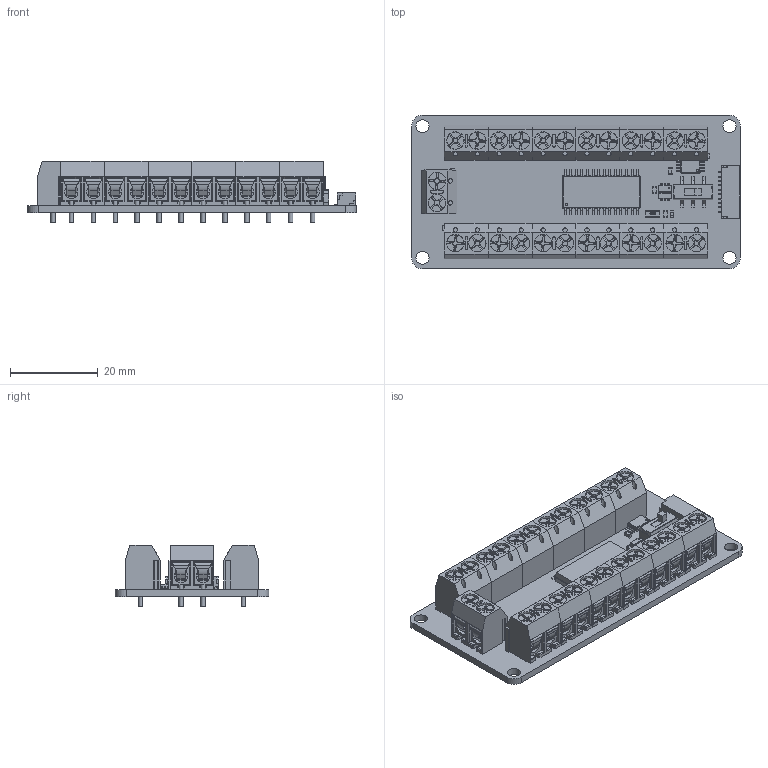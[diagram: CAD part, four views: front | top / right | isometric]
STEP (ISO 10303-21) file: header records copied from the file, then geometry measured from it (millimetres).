
FILE_DESCRIPTION(('FreeCAD Model'),'2;1');
FILE_NAME('io-16.step', '2017-08-01T16:55:36',('kicad StepUp'),('ksu MCAD'), 'Open CASCADE STEP processor 6.8','FreeCAD','Unknown');
FILE_SCHEMA(('AUTOMOTIVE_DESIGN_CC2 { 1 2 10303 214 -1 1 5 4 }'));
Length unit declared in the file: millimetre
Products named in the file (24): Pcb; silde_switch_smd_; R_4x0603_; R_0603_; C_0603_; C_0603_001; C_0603_002; SM10B-SRSS_; 2er_Buchse_; 2er_Buchse_001; 2er_Buchse_002; 2er_Buchse_003; 2er_Buchse_004; 2er_Buchse_005; 2er_Buchse_006; 2er_Buchse_007; 2er_Buchse_008; 2er_Buchse_009; 2er_Buchse_010; 2er_Buchse_011; 2er_Buchse_012; TSSOP-8_; soic_28_75x179_p127_; User_Library-SSOP-8-P-0.65_
Bounding box: 75 x 35 x 14 mm (x, y, z)
Volume: 11836.8 mm3; surface area: 20292.7 mm2
Topology: 27 solids, 27 shells, 4553 faces, 11985 edges, 7582 vertices
Faces by surface type: plane 2560, cylinder 1481, bspline 248, torus 168, sphere 96
Full cylindrical faces by diameter (mm): 0.5 x1, 1 x52, 1.2 x4, 1.3 x26, 2.4 x52, 3 x30, 3.9 x26, 4 x26
Entity records: 181089 total; most frequent: CARTESIAN_POINT 36727, ORIENTED_EDGE 23674, DIRECTION 23007, EDGE_CURVE 11837, LINE 7983, VECTOR 7983, VERTEX_POINT 7582, AXIS2_PLACEMENT_3D 7512
